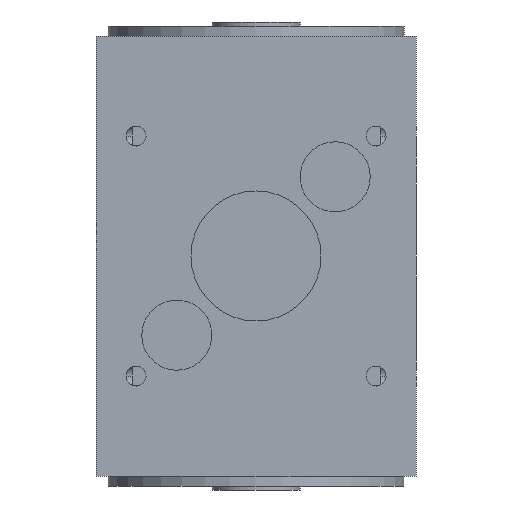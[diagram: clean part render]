
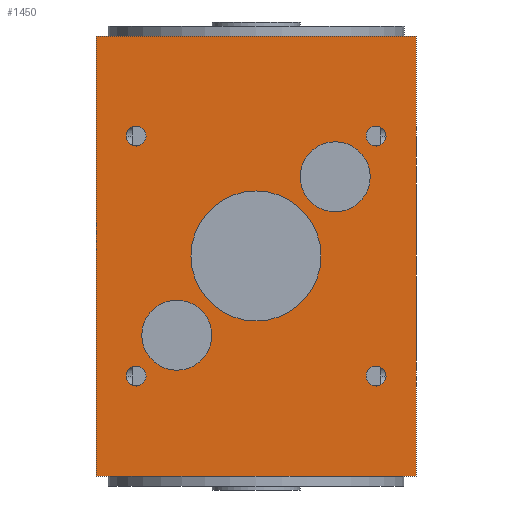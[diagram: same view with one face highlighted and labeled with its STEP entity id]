
A CAD part, front view. The second image highlights one B-rep face of the part: STEP entity #1450.
In plain terms, the highlighted face is planar.
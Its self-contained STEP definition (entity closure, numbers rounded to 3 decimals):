
#10=CARTESIAN_POINT('',(20.058,80.,27.231));
#20=DIRECTION('',(0.,1.,0.));
#30=DIRECTION('',(-1.,0.,0.));
#40=AXIS2_PLACEMENT_3D('',#10,#20,#30);
#50=PLANE('',#40);
#60=CARTESIAN_POINT('',(0.,80.,0.));
#70=DIRECTION('',(-1.,0.,0.));
#80=VECTOR('',#70,1.);
#90=LINE('',#60,#80);
#100=CARTESIAN_POINT('',(80.,80.,0.));
#110=VERTEX_POINT('',#100);
#120=CARTESIAN_POINT('',(0.,80.,0.));
#130=VERTEX_POINT('',#120);
#140=EDGE_CURVE('',#110,#130,#90,.T.);
#150=ORIENTED_EDGE('',*,*,#140,.T.);
#160=CARTESIAN_POINT('',(80.,80.,0.));
#170=DIRECTION('',(0.,0.,-1.));
#180=VECTOR('',#170,1.);
#190=LINE('',#160,#180);
#200=CARTESIAN_POINT('',(80.,80.,110.));
#210=VERTEX_POINT('',#200);
#220=EDGE_CURVE('',#210,#110,#190,.T.);
#230=ORIENTED_EDGE('',*,*,#220,.T.);
#240=CARTESIAN_POINT('',(0.,80.,110.));
#250=DIRECTION('',(1.,0.,0.));
#260=VECTOR('',#250,1.);
#270=LINE('',#240,#260);
#280=CARTESIAN_POINT('',(0.,80.,110.));
#290=VERTEX_POINT('',#280);
#300=EDGE_CURVE('',#290,#210,#270,.T.);
#310=ORIENTED_EDGE('',*,*,#300,.T.);
#320=CARTESIAN_POINT('',(0.,80.,0.));
#330=DIRECTION('',(0.,0.,1.));
#340=VECTOR('',#330,1.);
#350=LINE('',#320,#340);
#360=EDGE_CURVE('',#130,#290,#350,.T.);
#370=ORIENTED_EDGE('',*,*,#360,.T.);
#380=EDGE_LOOP('',(#370,#310,#230,#150));
#390=FACE_OUTER_BOUND('',#380,.T.);
#400=CARTESIAN_POINT('',(20.2,80.,74.8));
#410=DIRECTION('',(0.,1.,0.));
#420=DIRECTION('',(-1.,0.,0.));
#430=AXIS2_PLACEMENT_3D('',#400,#410,#420);
#440=CIRCLE('',#430,8.75);
#450=CARTESIAN_POINT('',(11.45,80.,74.8));
#460=VERTEX_POINT('',#450);
#470=CARTESIAN_POINT('',(28.95,80.,74.8));
#480=VERTEX_POINT('',#470);
#490=EDGE_CURVE('',#460,#480,#440,.T.);
#500=ORIENTED_EDGE('',*,*,#490,.F.);
#510=EDGE_CURVE('',#480,#460,#440,.T.);
#520=ORIENTED_EDGE('',*,*,#510,.F.);
#530=EDGE_LOOP('',(#520,#500));
#540=FACE_BOUND('',#530,.T.);
#550=CARTESIAN_POINT('',(40.,80.,55.));
#560=DIRECTION('',(0.,1.,0.));
#570=DIRECTION('',(-1.,0.,0.));
#580=AXIS2_PLACEMENT_3D('',#550,#560,#570);
#590=CIRCLE('',#580,16.25);
#600=CARTESIAN_POINT('',(23.75,80.,55.));
#610=VERTEX_POINT('',#600);
#620=CARTESIAN_POINT('',(56.25,80.,55.));
#630=VERTEX_POINT('',#620);
#640=EDGE_CURVE('',#610,#630,#590,.T.);
#650=ORIENTED_EDGE('',*,*,#640,.F.);
#660=EDGE_CURVE('',#630,#610,#590,.T.);
#670=ORIENTED_EDGE('',*,*,#660,.F.);
#680=EDGE_LOOP('',(#670,#650));
#690=FACE_BOUND('',#680,.T.);
#700=CARTESIAN_POINT('',(59.8,80.,35.2));
#710=DIRECTION('',(0.,1.,0.));
#720=DIRECTION('',(-1.,0.,0.));
#730=AXIS2_PLACEMENT_3D('',#700,#710,#720);
#740=CIRCLE('',#730,8.75);
#750=CARTESIAN_POINT('',(51.05,80.,35.2));
#760=VERTEX_POINT('',#750);
#770=CARTESIAN_POINT('',(68.55,80.,35.2));
#780=VERTEX_POINT('',#770);
#790=EDGE_CURVE('',#760,#780,#740,.T.);
#800=ORIENTED_EDGE('',*,*,#790,.F.);
#810=EDGE_CURVE('',#780,#760,#740,.T.);
#820=ORIENTED_EDGE('',*,*,#810,.F.);
#830=EDGE_LOOP('',(#820,#800));
#840=FACE_BOUND('',#830,.T.);
#850=CARTESIAN_POINT('',(10.,80.,25.));
#860=DIRECTION('',(0.,1.,0.));
#870=DIRECTION('',(-1.,0.,0.));
#880=AXIS2_PLACEMENT_3D('',#850,#860,#870);
#890=CIRCLE('',#880,2.5);
#900=CARTESIAN_POINT('',(7.5,80.,25.));
#910=VERTEX_POINT('',#900);
#920=CARTESIAN_POINT('',(12.5,80.,25.));
#930=VERTEX_POINT('',#920);
#940=EDGE_CURVE('',#910,#930,#890,.T.);
#950=ORIENTED_EDGE('',*,*,#940,.F.);
#960=EDGE_CURVE('',#930,#910,#890,.T.);
#970=ORIENTED_EDGE('',*,*,#960,.F.);
#980=EDGE_LOOP('',(#970,#950));
#990=FACE_BOUND('',#980,.T.);
#1000=CARTESIAN_POINT('',(10.,80.,85.));
#1010=DIRECTION('',(0.,1.,0.));
#1020=DIRECTION('',(-1.,0.,0.));
#1030=AXIS2_PLACEMENT_3D('',#1000,#1010,#1020);
#1040=CIRCLE('',#1030,2.5);
#1050=CARTESIAN_POINT('',(7.5,80.,85.));
#1060=VERTEX_POINT('',#1050);
#1070=CARTESIAN_POINT('',(12.5,80.,85.));
#1080=VERTEX_POINT('',#1070);
#1090=EDGE_CURVE('',#1060,#1080,#1040,.T.);
#1100=ORIENTED_EDGE('',*,*,#1090,.F.);
#1110=EDGE_CURVE('',#1080,#1060,#1040,.T.);
#1120=ORIENTED_EDGE('',*,*,#1110,.F.);
#1130=EDGE_LOOP('',(#1120,#1100));
#1140=FACE_BOUND('',#1130,.T.);
#1150=CARTESIAN_POINT('',(70.,80.,25.));
#1160=DIRECTION('',(0.,1.,0.));
#1170=DIRECTION('',(-1.,0.,0.));
#1180=AXIS2_PLACEMENT_3D('',#1150,#1160,#1170);
#1190=CIRCLE('',#1180,2.5);
#1200=CARTESIAN_POINT('',(67.5,80.,25.));
#1210=VERTEX_POINT('',#1200);
#1220=CARTESIAN_POINT('',(72.5,80.,25.));
#1230=VERTEX_POINT('',#1220);
#1240=EDGE_CURVE('',#1210,#1230,#1190,.T.);
#1250=ORIENTED_EDGE('',*,*,#1240,.F.);
#1260=EDGE_CURVE('',#1230,#1210,#1190,.T.);
#1270=ORIENTED_EDGE('',*,*,#1260,.F.);
#1280=EDGE_LOOP('',(#1270,#1250));
#1290=FACE_BOUND('',#1280,.T.);
#1300=CARTESIAN_POINT('',(70.,80.,85.));
#1310=DIRECTION('',(0.,1.,0.));
#1320=DIRECTION('',(-1.,0.,0.));
#1330=AXIS2_PLACEMENT_3D('',#1300,#1310,#1320);
#1340=CIRCLE('',#1330,2.5);
#1350=CARTESIAN_POINT('',(67.5,80.,85.));
#1360=VERTEX_POINT('',#1350);
#1370=CARTESIAN_POINT('',(72.5,80.,85.));
#1380=VERTEX_POINT('',#1370);
#1390=EDGE_CURVE('',#1360,#1380,#1340,.T.);
#1400=ORIENTED_EDGE('',*,*,#1390,.F.);
#1410=EDGE_CURVE('',#1380,#1360,#1340,.T.);
#1420=ORIENTED_EDGE('',*,*,#1410,.F.);
#1430=EDGE_LOOP('',(#1420,#1400));
#1440=FACE_BOUND('',#1430,.T.);
#1450=ADVANCED_FACE('',(#390,#540,#690,#840,#990,#1140,#1290,#1440),#50,
.T.);
